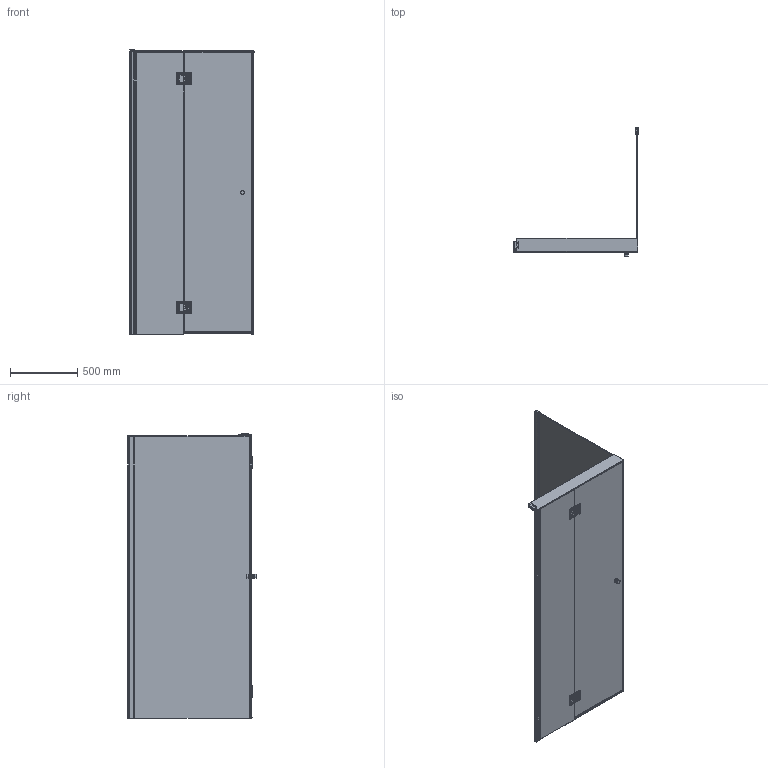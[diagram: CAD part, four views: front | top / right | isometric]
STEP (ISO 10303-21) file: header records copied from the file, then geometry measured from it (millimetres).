
FILE_DESCRIPTION(/* description */ (''),/* implementation_level */ '2;1');
FILE_NAME(/* name */ 'STEP - H31RE01 900x900 channel_1710022',/* time_stamp */ '2024-08-13T16:51:01+10:00',/* author */ (''),/* organization */ (''),/* preprocessor_version */ 'ST-DEVELOPER v16.5',/* originating_system */ 'Rhino 7.23',/* authorisation */ '');
FILE_SCHEMA (('AUTOMOTIVE_DESIGN'));
Products named in the file (39): Document; H31RE01ǽ�Ĳ�g-�� 900x
900x2100; ���; AL022ǽ��; AL1022-2100; 3.2�߽���2100; �rĶ˸�SJ210; H31���; �g-��1; FFFDFFFD
\X0\-U; FFFDFFFD
\X0\-U; FFFD
\X0\g-��-U; FFFD
\X0\g-��-U; hex socket set screws with flat point gb_GB_FASTENER_SCREWS_HSFP M8X6
-N; �g-��; H31�̲�; �; LS065; H31�; 302A-10; 05F0FFFDFFFDFFFD58E8
\X0\R4�ǣ�; M6 x 16����ǳ�ͷ�ݶ�_ISO 10642 - M
6 x 16 --- 16C; ���װ�θ�-�ɺ�; M6 x 12-12N_ISO 10642 - M6 x 12 --- 12N; ͨ��S5XXϵ�н�Ƭ; ��õ����ȦA-2; ���-C��ǳ�ͷM5�ݶ�_
ISO 4762 M5 x 25 --- 25N; ISO 4027 - M5 x 10_ISO 4027 - M5 x 10-N; H710�̶���; ��õ�����1; ͨ�õ�ɵ���ת��; ��õ������A1; H520�̶����; ͨ�õ����ת�ὺ��; ���GA.700��Ʒ; H700����; H700����_2; H700���; H510����
Assembly tree (55 placements, depth 5):
  Document
    H31RE01ǽ�Ĳ�g-�� 900x
900x2100
      ���
        AL022ǽ��
          AL1022-2100
          3.2�߽���2100
        �rĶ˸�SJ210
        H31���
      �g-��1
  FFFDFFFD
\X0\-U
  FFFDFFFD
\X0\-U
  FFFD
\X0\g-��-U
  FFFD
\X0\g-��-U
          hex socket set screws with flat point gb_GB_FASTENER_SCREWS_HSFP M8X6
-N  x2
        �g-��
      H31�̲�
      �
        LS065
        H31�
        302A-10
  05F0FFFDFFFDFFFD58E8
\X0\R4�ǣ�  x2
          M6 x 16����ǳ�ͷ�ݶ�_ISO 10642 - M
6 x 16 --- 16C
          ���װ�θ�-�ɺ�
          M6 x 12-12N_ISO 10642 - M6 x 12 --- 12N
          ͨ��S5XXϵ�н�Ƭ
          ��õ����ȦA-2
          ���-C��ǳ�ͷM5�ݶ�_
ISO 4762 M5 x 25 --- 25N
          ISO 4027 - M5 x 10_ISO 4027 - M5 x 10-N
          H710�̶���
          ��õ�����1
          ͨ�õ�ɵ���ת��
          ��õ������A1
          H520�̶����
          ͨ�õ����ת�ὺ��
          ���GA.700��Ʒ
          H700����
          H700����_2
          H700���
          H510����
Bounding box: 924.81 x 953 x 2116.5 mm (x, y, z)
Volume: 39090021.4 mm3; surface area: 9237976.7 mm2
Topology: 83 solids, 83 shells, 6045 faces, 15366 edges, 9608 vertices
Faces by surface type: plane 3283, bspline 1506, cylinder 1256
Entity records: 88901 total; most frequent: CARTESIAN_POINT 40417, ORIENTED_EDGE 14292, EDGE_CURVE 7146, B_SPLINE_CURVE_WITH_KNOTS 5534, VERTEX_POINT 4585, EDGE_LOOP 2903, ADVANCED_FACE 2725, FACE_OUTER_BOUND 2725
